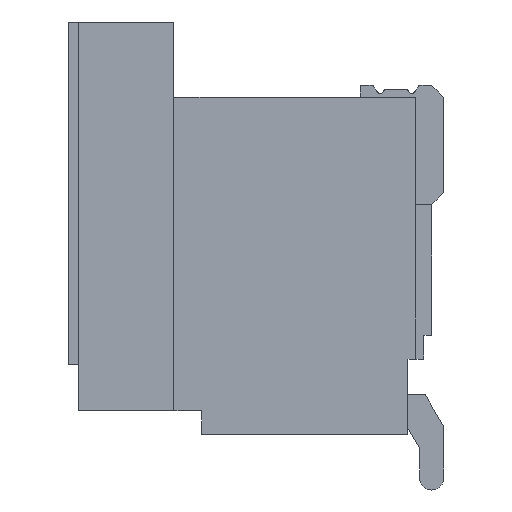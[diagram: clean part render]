
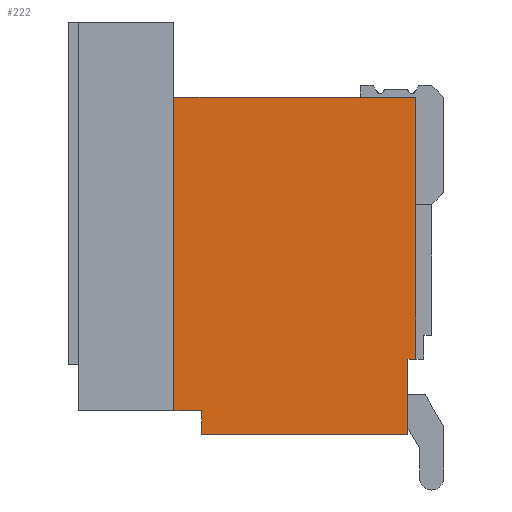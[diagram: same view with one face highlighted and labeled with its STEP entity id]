
A CAD part, left-side view. The second image highlights one B-rep face of the part: STEP entity #222.
In plain terms, the highlighted planar face has unit normal (-1, 0, 0).
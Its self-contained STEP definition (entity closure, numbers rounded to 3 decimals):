
#222 = ADVANCED_FACE( '', ( #532 ), #533, .F. );
#532 = FACE_OUTER_BOUND( '', #1117, .T. );
#533 = PLANE( '', #1118 );
#1117 = EDGE_LOOP( '', ( #1923, #1924, #1925, #1926, #1927, #1928, #1929, #1930 ) );
#1118 = AXIS2_PLACEMENT_3D( '', #1931, #1932, #1933 );
#1923 = ORIENTED_EDGE( '', *, *, #4329, .F. );
#1924 = ORIENTED_EDGE( '', *, *, #4192, .F. );
#1925 = ORIENTED_EDGE( '', *, *, #4199, .F. );
#1926 = ORIENTED_EDGE( '', *, *, #4224, .F. );
#1927 = ORIENTED_EDGE( '', *, *, #4225, .F. );
#1928 = ORIENTED_EDGE( '', *, *, #4228, .F. );
#1929 = ORIENTED_EDGE( '', *, *, #4231, .F. );
#1930 = ORIENTED_EDGE( '', *, *, #4276, .F. );
#1931 = CARTESIAN_POINT( '', ( -6.2, 0., 0. ) );
#1932 = DIRECTION( '', ( 1., 0., 0. ) );
#1933 = DIRECTION( '', ( 0., 0., -1. ) );
#4192 = EDGE_CURVE( '', #5041, #5043, #5044, .T. );
#4199 = EDGE_CURVE( '', #5053, #5041, #5055, .T. );
#4224 = EDGE_CURVE( '', #5098, #5053, #5100, .T. );
#4225 = EDGE_CURVE( '', #5101, #5098, #5102, .T. );
#4228 = EDGE_CURVE( '', #5106, #5101, #5107, .T. );
#4231 = EDGE_CURVE( '', #5111, #5106, #5112, .T. );
#4276 = EDGE_CURVE( '', #5199, #5111, #5201, .T. );
#4329 = EDGE_CURVE( '', #5043, #5199, #5301, .T. );
#5041 = VERTEX_POINT( '', #6404 );
#5043 = VERTEX_POINT( '', #6407 );
#5044 = LINE( '', #6408, #6409 );
#5053 = VERTEX_POINT( '', #6423 );
#5055 = LINE( '', #6426, #6427 );
#5098 = VERTEX_POINT( '', #6491 );
#5100 = LINE( '', #6494, #6495 );
#5101 = VERTEX_POINT( '', #6496 );
#5102 = LINE( '', #6497, #6498 );
#5106 = VERTEX_POINT( '', #6504 );
#5107 = LINE( '', #6505, #6506 );
#5111 = VERTEX_POINT( '', #6512 );
#5112 = LINE( '', #6513, #6514 );
#5199 = VERTEX_POINT( '', #6644 );
#5201 = LINE( '', #6647, #6648 );
#5301 = LINE( '', #6800, #6801 );
#6404 = CARTESIAN_POINT( '', ( -6.2, 4.25, -1.025 ) );
#6407 = CARTESIAN_POINT( '', ( -6.2, 4.25, 2.025 ) );
#6408 = CARTESIAN_POINT( '', ( -6.2, 4.25, -1.025 ) );
#6409 = VECTOR( '', #8364, 1000. );
#6423 = CARTESIAN_POINT( '', ( -6.2, 0.3, -1.025 ) );
#6426 = CARTESIAN_POINT( '', ( -6.2, 0., -1.025 ) );
#6427 = VECTOR( '', #8371, 1000. );
#6491 = CARTESIAN_POINT( '', ( -6.2, 0.3, -0.675 ) );
#6494 = CARTESIAN_POINT( '', ( -6.2, 0.3, -0.675 ) );
#6495 = VECTOR( '', #8400, 1000. );
#6496 = CARTESIAN_POINT( '', ( -6.2, 0., -0.675 ) );
#6497 = CARTESIAN_POINT( '', ( -6.2, 0., -0.675 ) );
#6498 = VECTOR( '', #8401, 1000. );
#6504 = CARTESIAN_POINT( '', ( -6.2, 0., 1.925 ) );
#6505 = CARTESIAN_POINT( '', ( -6.2, 0., 1.925 ) );
#6506 = VECTOR( '', #8404, 1000. );
#6512 = CARTESIAN_POINT( '', ( -6.2, 0.95, 1.925 ) );
#6513 = CARTESIAN_POINT( '', ( -6.2, 0.95, 1.925 ) );
#6514 = VECTOR( '', #8407, 1000. );
#6644 = CARTESIAN_POINT( '', ( -6.2, 0.95, 2.025 ) );
#6647 = CARTESIAN_POINT( '', ( -6.2, 0.95, 2.125 ) );
#6648 = VECTOR( '', #8452, 1000. );
#6800 = CARTESIAN_POINT( '', ( -6.2, 5.2, 2.025 ) );
#6801 = VECTOR( '', #8505, 1000. );
#8364 = DIRECTION( '', ( 0., 0., 1. ) );
#8371 = DIRECTION( '', ( 0., 1., 0. ) );
#8400 = DIRECTION( '', ( 0., 0., -1. ) );
#8401 = DIRECTION( '', ( 0., 1., 0. ) );
#8404 = DIRECTION( '', ( 0., 0., -1. ) );
#8407 = DIRECTION( '', ( 0., -1., 0. ) );
#8452 = DIRECTION( '', ( 0., 0., -1. ) );
#8505 = DIRECTION( '', ( 0., -1., 0. ) );
